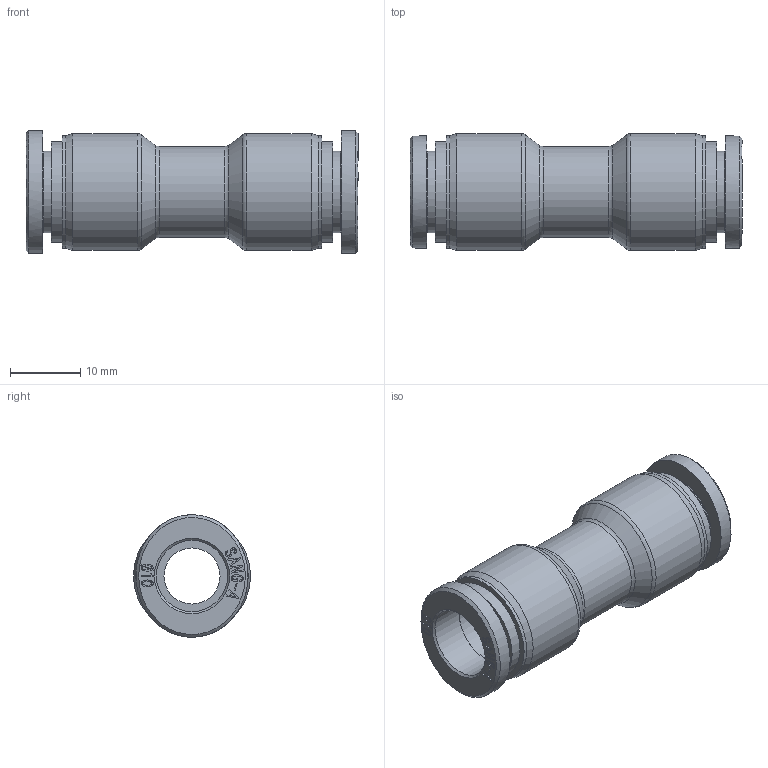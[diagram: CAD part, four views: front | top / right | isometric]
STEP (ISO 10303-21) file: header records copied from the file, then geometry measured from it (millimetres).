
FILE_DESCRIPTION((''),'2;1');
FILE_NAME('F-PUC 10.stp','2020-11-24T08:18:44',('Administrator'),(''),'Autodesk Inventor 2013','Autodesk Inventor 2013','');
FILE_SCHEMA(('CONFIG_CONTROL_DESIGN'));
Length unit declared in the file: millimetre
Products named in the file (3): 조립품1; F-PUC 10 BODY; F-SLEEVE 10(SUS)
Assembly tree (3 placements, depth 2):
  조립품1
    F-PUC 10 BODY
    F-SLEEVE 10(SUS)  x2
Bounding box: 47.4 x 16.7 x 17.5 mm (x, y, z)
Volume: 5184.7 mm3; surface area: 4865.5 mm2
Topology: 3 solids, 3 shells, 342 faces, 892 edges, 590 vertices
Faces by surface type: plane 172, bspline 144, cylinder 14, cone 8, torus 4
Full cylindrical faces by diameter (mm): 8 x1, 10.15 x2, 10.2 x2, 11.7 x2, 13 x1, 14.4 x2, 16.05 x2, 16.7 x2
Entity records: 5605 total; most frequent: CARTESIAN_POINT 1676, ORIENTED_EDGE 880, DIRECTION 557, EDGE_CURVE 440, VERTEX_POINT 303, VECTOR 269, LINE 269, EDGE_LOOP 225
